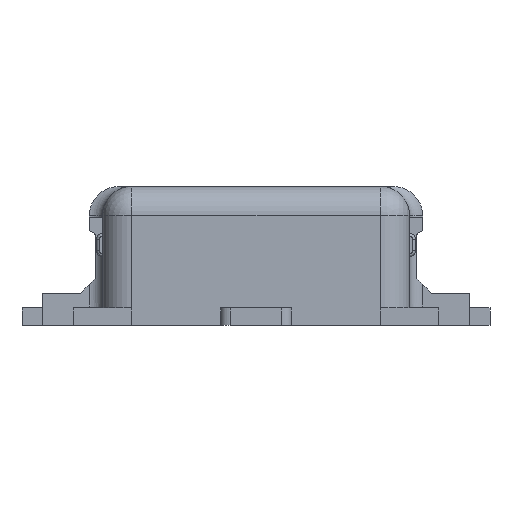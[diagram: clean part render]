
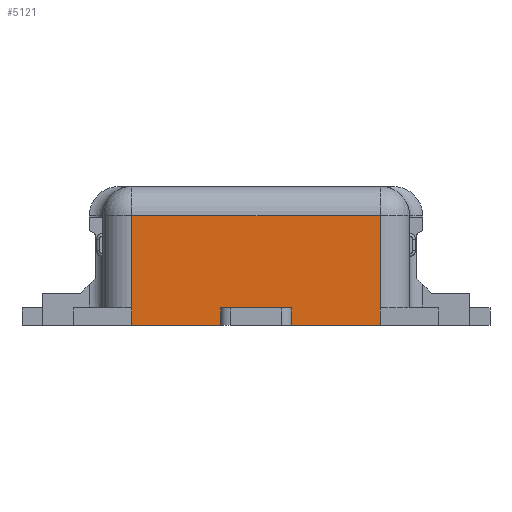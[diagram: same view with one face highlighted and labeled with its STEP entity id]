
A CAD part, left-side view. The second image highlights one B-rep face of the part: STEP entity #5121.
In plain terms, the highlighted planar face has unit normal (-1, 0, 0).
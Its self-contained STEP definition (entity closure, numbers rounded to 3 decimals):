
#30=DIRECTION('',(0.,-1.,0.));
#31=VECTOR('',#30,0.305);
#32=CARTESIAN_POINT('',(-2.38,0.425,0.));
#33=LINE('',#32,#31);
#48=DIRECTION('',(0.,-1.,0.));
#49=VECTOR('',#48,0.305);
#50=CARTESIAN_POINT('',(-2.38,-0.12,0.));
#51=LINE('',#50,#49);
#631=DIRECTION('',(0.,0.,1.));
#632=VECTOR('',#631,0.315);
#633=CARTESIAN_POINT('',(-2.38,-0.425,0.06));
#634=LINE('',#633,#632);
#639=DIRECTION('',(0.,1.,0.));
#640=VECTOR('',#639,0.24);
#641=CARTESIAN_POINT('',(-2.38,-0.12,0.06));
#642=LINE('',#641,#640);
#643=DIRECTION('',(0.,0.,1.));
#644=VECTOR('',#643,0.06);
#645=CARTESIAN_POINT('',(-2.38,0.425,0.));
#646=LINE('',#645,#644);
#651=DIRECTION('',(0.,0.,-1.));
#652=VECTOR('',#651,0.315);
#653=CARTESIAN_POINT('',(-2.38,0.425,0.375));
#654=LINE('',#653,#652);
#1636=DIRECTION('',(0.,1.,0.));
#1637=VECTOR('',#1636,0.85);
#1638=CARTESIAN_POINT('',(-2.38,-0.425,0.375));
#1639=LINE('',#1638,#1637);
#2608=DIRECTION('',(0.,0.,1.));
#2609=VECTOR('',#2608,0.06);
#2610=CARTESIAN_POINT('',(-2.38,-0.425,0.));
#2611=LINE('',#2610,#2609);
#2693=DIRECTION('',(0.,0.,-1.));
#2694=VECTOR('',#2693,0.06);
#2695=CARTESIAN_POINT('',(-2.38,-0.12,0.06));
#2696=LINE('',#2695,#2694);
#2715=DIRECTION('',(0.,0.,1.));
#2716=VECTOR('',#2715,0.06);
#2717=CARTESIAN_POINT('',(-2.38,0.12,0.));
#2718=LINE('',#2717,#2716);
#3387=CARTESIAN_POINT('',(-2.38,0.425,0.));
#3388=VERTEX_POINT('',#3387);
#3389=CARTESIAN_POINT('',(-2.38,0.12,0.));
#3390=VERTEX_POINT('',#3389);
#3395=CARTESIAN_POINT('',(-2.38,-0.12,0.));
#3396=VERTEX_POINT('',#3395);
#3397=CARTESIAN_POINT('',(-2.38,-0.425,0.));
#3398=VERTEX_POINT('',#3397);
#3610=CARTESIAN_POINT('',(-2.38,-0.425,0.06));
#3611=CARTESIAN_POINT('',(-2.38,-0.425,0.375));
#3612=VERTEX_POINT('',#3610);
#3613=VERTEX_POINT('',#3611);
#3614=CARTESIAN_POINT('',(-2.38,0.425,0.375));
#3615=CARTESIAN_POINT('',(-2.38,0.425,0.06));
#3616=VERTEX_POINT('',#3614);
#3617=VERTEX_POINT('',#3615);
#3618=CARTESIAN_POINT('',(-2.38,-0.12,0.06));
#3619=VERTEX_POINT('',#3618);
#3620=CARTESIAN_POINT('',(-2.38,0.12,0.06));
#3621=VERTEX_POINT('',#3620);
#5097=CARTESIAN_POINT('',(-2.38,0.57,0.));
#5098=DIRECTION('',(-1.,0.,0.));
#5099=DIRECTION('',(0.,-1.,0.));
#5100=AXIS2_PLACEMENT_3D('',#5097,#5098,#5099);
#5101=PLANE('',#5100);
#5103=ORIENTED_EDGE('',*,*,#5102,.F.);
#5105=ORIENTED_EDGE('',*,*,#5104,.F.);
#5106=ORIENTED_EDGE('',*,*,#5087,.F.);
#5108=ORIENTED_EDGE('',*,*,#5107,.F.);
#5109=ORIENTED_EDGE('',*,*,#4366,.F.);
#5111=ORIENTED_EDGE('',*,*,#5110,.F.);
#5113=ORIENTED_EDGE('',*,*,#5112,.T.);
#5115=ORIENTED_EDGE('',*,*,#5114,.F.);
#5116=ORIENTED_EDGE('',*,*,#4358,.F.);
#5118=ORIENTED_EDGE('',*,*,#5117,.T.);
#5119=EDGE_LOOP('',(#5103,#5105,#5106,#5108,#5109,#5111,#5113,#5115,#5116,
#5118));
#5120=FACE_OUTER_BOUND('',#5119,.F.);
#5121=ADVANCED_FACE('',(#5120),#5101,.T.);
#4358=EDGE_CURVE('',#3388,#3390,#33,.T.);
#4366=EDGE_CURVE('',#3396,#3398,#51,.T.);
#5087=EDGE_CURVE('',#3612,#3613,#634,.T.);
#5102=EDGE_CURVE('',#3616,#3617,#654,.T.);
#5104=EDGE_CURVE('',#3613,#3616,#1639,.T.);
#5107=EDGE_CURVE('',#3398,#3612,#2611,.T.);
#5110=EDGE_CURVE('',#3619,#3396,#2696,.T.);
#5112=EDGE_CURVE('',#3619,#3621,#642,.T.);
#5114=EDGE_CURVE('',#3390,#3621,#2718,.T.);
#5117=EDGE_CURVE('',#3388,#3617,#646,.T.);
